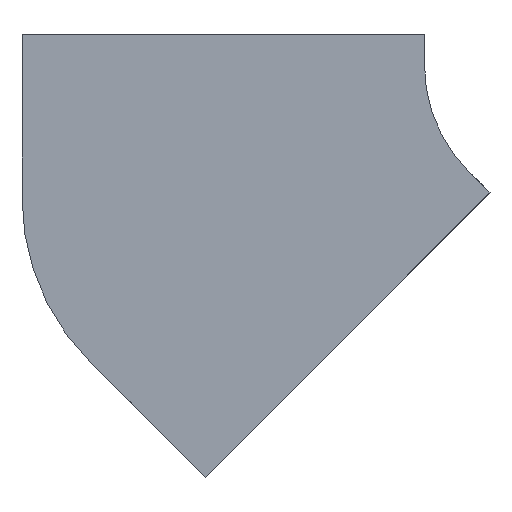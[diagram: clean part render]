
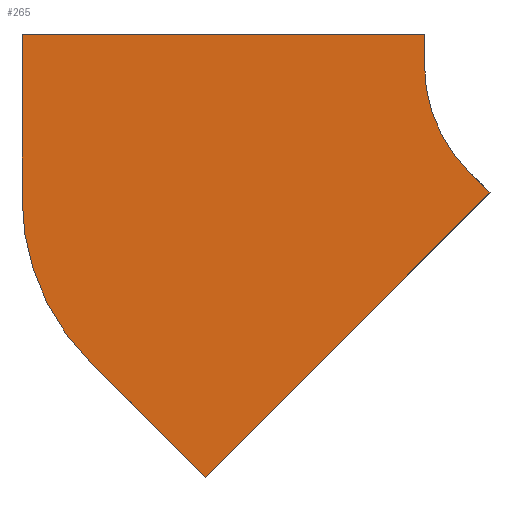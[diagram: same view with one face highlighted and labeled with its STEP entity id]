
A CAD part, front view. The second image highlights one B-rep face of the part: STEP entity #265.
In plain terms, the highlighted planar face has unit normal (0, -1, 0).
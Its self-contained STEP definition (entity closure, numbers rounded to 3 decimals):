
#36 = CARTESIAN_POINT ( 'NONE',  ( 30., 0., -162.548 ) ) ;
#40 = PLANE ( 'NONE',  #612 ) ;
#41 = DIRECTION ( 'NONE',  ( 0., 1., 0. ) ) ;
#42 = DIRECTION ( 'NONE',  ( 0., 0., 1. ) ) ;
#187 = DIRECTION ( 'NONE',  ( 0., 0., 1. ) ) ;
#190 = CARTESIAN_POINT ( 'NONE',  ( -200., 0., 0. ) ) ;
#200 = CARTESIAN_POINT ( 'NONE',  ( -200., 0., 0. ) ) ;
#201 = DIRECTION ( 'NONE',  ( 1., 0., 0. ) ) ;
#229 = DIRECTION ( 'NONE',  ( 0., 0., -1. ) ) ;
#231 = CARTESIAN_POINT ( 'NONE',  ( 200., 0., 0. ) ) ;
#241 = CARTESIAN_POINT ( 'NONE',  ( 350., 0., -30. ) ) ;
#242 = DIRECTION ( 'NONE',  ( 0., -1., 0. ) ) ;
#243 = DIRECTION ( 'NONE',  ( 0., 0., -1. ) ) ;
#265 = ADVANCED_FACE ( 'NONE', ( #1645 ), #40, .F. ) ;
#320 = EDGE_CURVE ( 'NONE', #899, #905, #1722, .T. ) ;
#324 = EDGE_CURVE ( 'NONE', #905, #904, #1731, .T. ) ;
#339 = EDGE_CURVE ( 'NONE', #904, #917, #1004, .T. ) ;
#342 = EDGE_CURVE ( 'NONE', #917, #923, #1006, .T. ) ;
#353 = EDGE_CURVE ( 'NONE', #923, #929, #1025, .T. ) ;
#359 = EDGE_CURVE ( 'NONE', #929, #938, #1038, .T. ) ;
#371 = EDGE_CURVE ( 'NONE', #938, #945, #1057, .T. ) ;
#374 = EDGE_CURVE ( 'NONE', #945, #899, #1064, .T. ) ;
#423 = CARTESIAN_POINT ( 'NONE',  ( -200., 0., -162.548 ) ) ;
#427 = CARTESIAN_POINT ( 'NONE',  ( 200., 0., 0. ) ) ;
#428 = CARTESIAN_POINT ( 'NONE',  ( -200., 0., 0. ) ) ;
#440 = CARTESIAN_POINT ( 'NONE',  ( 200., 0., -30. ) ) ;
#446 = CARTESIAN_POINT ( 'NONE',  ( 243.934, 0., -136.066 ) ) ;
#452 = CARTESIAN_POINT ( 'NONE',  ( 265.147, 0., -157.279 ) ) ;
#461 = CARTESIAN_POINT ( 'NONE',  ( -17.696, 0., -440.122 ) ) ;
#468 = CARTESIAN_POINT ( 'NONE',  ( -132.635, 0., -325.183 ) ) ;
#612 = AXIS2_PLACEMENT_3D ( 'NONE', #36, #41, #42 ) ;
#656 = AXIS2_PLACEMENT_3D ( 'NONE', #241, #242, #243 ) ;
#666 = AXIS2_PLACEMENT_3D ( 'NONE', #1314, #1315, #1316 ) ;
#869 = EDGE_LOOP ( 'NONE', ( #1533, #1534, #1535, #1536, #1537, #1538, #1539, #1540 ) ) ;
#899 = VERTEX_POINT ( 'NONE', #423 ) ;
#904 = VERTEX_POINT ( 'NONE', #427 ) ;
#905 = VERTEX_POINT ( 'NONE', #428 ) ;
#917 = VERTEX_POINT ( 'NONE', #440 ) ;
#923 = VERTEX_POINT ( 'NONE', #446 ) ;
#929 = VERTEX_POINT ( 'NONE', #452 ) ;
#938 = VERTEX_POINT ( 'NONE', #461 ) ;
#945 = VERTEX_POINT ( 'NONE', #468 ) ;
#1004 = LINE ( 'NONE', #231, #1005 ) ;
#1005 = VECTOR ( 'NONE', #229, 1000. ) ;
#1006 = CIRCLE ( 'NONE', #656, 150. ) ;
#1025 = LINE ( 'NONE', #1266, #1029 ) ;
#1029 = VECTOR ( 'NONE', #1263, 1000. ) ;
#1038 = LINE ( 'NONE', #1279, #1041 ) ;
#1041 = VECTOR ( 'NONE', #1280, 1000. ) ;
#1057 = LINE ( 'NONE', #1305, #1061 ) ;
#1061 = VECTOR ( 'NONE', #1303, 1000. ) ;
#1064 = CIRCLE ( 'NONE', #666, 230. ) ;
#1263 = DIRECTION ( 'NONE',  ( 0.707, 0., -0.707 ) ) ;
#1266 = CARTESIAN_POINT ( 'NONE',  ( 265.147, 0., -157.279 ) ) ;
#1279 = CARTESIAN_POINT ( 'NONE',  ( -17.696, 0., -440.122 ) ) ;
#1280 = DIRECTION ( 'NONE',  ( -0.707, 0., -0.707 ) ) ;
#1303 = DIRECTION ( 'NONE',  ( -0.707, 0., 0.707 ) ) ;
#1305 = CARTESIAN_POINT ( 'NONE',  ( -132.635, 0., -325.183 ) ) ;
#1314 = CARTESIAN_POINT ( 'NONE',  ( 30., 0., -162.548 ) ) ;
#1315 = DIRECTION ( 'NONE',  ( 0., 1., 0. ) ) ;
#1316 = DIRECTION ( 'NONE',  ( 0., 0., 1. ) ) ;
#1533 = ORIENTED_EDGE ( 'NONE', *, *, #371, .F. ) ;
#1534 = ORIENTED_EDGE ( 'NONE', *, *, #359, .F. ) ;
#1535 = ORIENTED_EDGE ( 'NONE', *, *, #353, .F. ) ;
#1536 = ORIENTED_EDGE ( 'NONE', *, *, #342, .F. ) ;
#1537 = ORIENTED_EDGE ( 'NONE', *, *, #339, .F. ) ;
#1538 = ORIENTED_EDGE ( 'NONE', *, *, #324, .F. ) ;
#1539 = ORIENTED_EDGE ( 'NONE', *, *, #320, .F. ) ;
#1540 = ORIENTED_EDGE ( 'NONE', *, *, #374, .F. ) ;
#1645 = FACE_OUTER_BOUND ( 'NONE', #869, .T. ) ;
#1722 = LINE ( 'NONE', #190, #1726 ) ;
#1726 = VECTOR ( 'NONE', #187, 1000. ) ;
#1731 = LINE ( 'NONE', #200, #1734 ) ;
#1734 = VECTOR ( 'NONE', #201, 1000. ) ;
